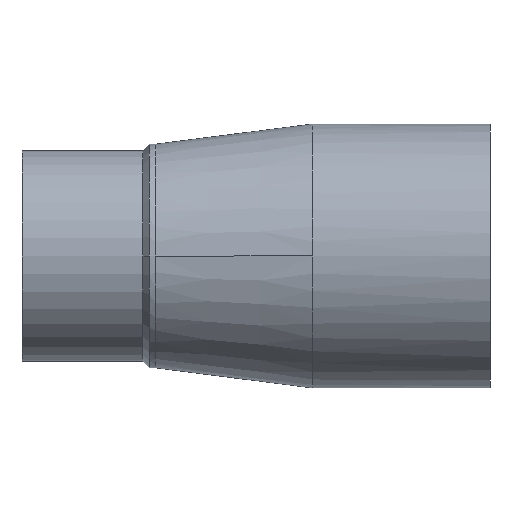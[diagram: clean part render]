
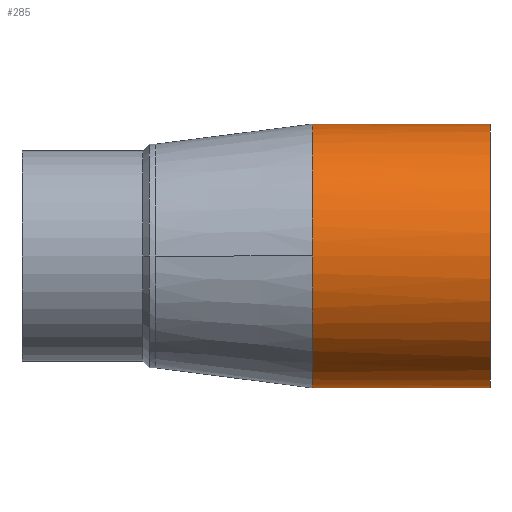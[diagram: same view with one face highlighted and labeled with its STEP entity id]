
A CAD part, front view. The second image highlights one B-rep face of the part: STEP entity #285.
In plain terms, the highlighted cylindrical face has radius 112.5 mm (diameter 225 mm), a partial arc.
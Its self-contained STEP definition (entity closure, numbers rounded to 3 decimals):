
#123 = VERTEX_POINT( '', #337 );
#131 = EDGE_CURVE( '', #203, #123, #345, .T. );
#143 = EDGE_CURVE( '', #123, #271, #359, .T. );
#155 = EDGE_CURVE( '', #271, #223, #371, .T. );
#165 = VERTEX_POINT( '', #381 );
#203 = VERTEX_POINT( '', #423 );
#217 = EDGE_CURVE( '', #165, #203, #442, .T. );
#219 = EDGE_CURVE( '', #223, #165, #444, .T. );
#223 = VERTEX_POINT( '', #448 );
#271 = VERTEX_POINT( '', #498 );
#285 = ADVANCED_FACE( '', ( #513 ), #514, .T. );
#337 = CARTESIAN_POINT( '', ( 247.5, 0., -112.5 ) );
#345 = B_SPLINE_CURVE_WITH_KNOTS( '', 3, ( #593, #594, #595, #596, #597, #598, #599, #600, #601, #602, #603 ), .UNSPECIFIED., .F., .F., ( 4, 1, 1, 1, 1, 1, 1, 1, 4 ), ( 3.142, 3.338, 3.534, 3.731, 3.927, 4.123, 4.32, 4.516, 4.712 ), .UNSPECIFIED. );
#359 = LINE( '', #882, #883 );
#371 = CIRCLE( '', #912, 112.5 );
#381 = CARTESIAN_POINT( '', ( 247.5, 0., 112.5 ) );
#423 = CARTESIAN_POINT( '', ( 247.5, -112.5, 0. ) );
#442 = B_SPLINE_CURVE_WITH_KNOTS( '', 3, ( #1333, #1334, #1335, #1336, #1337, #1338, #1339, #1340, #1341, #1342, #1343 ), .UNSPECIFIED., .F., .F., ( 4, 1, 1, 1, 1, 1, 1, 1, 4 ), ( 1.571, 1.767, 1.963, 2.16, 2.356, 2.553, 2.749, 2.945, 3.142 ), .UNSPECIFIED. );
#444 = LINE( '', #1346, #1347 );
#448 = CARTESIAN_POINT( '', ( 399., 0., 112.5 ) );
#498 = CARTESIAN_POINT( '', ( 399., 0., -112.5 ) );
#513 = FACE_OUTER_BOUND( '', #1525, .T. );
#514 = CYLINDRICAL_SURFACE( '', #1526, 112.5 );
#593 = CARTESIAN_POINT( '', ( 247.5, -112.5, 0. ) );
#594 = CARTESIAN_POINT( '', ( 247.5, -112.5, -7.363 ) );
#595 = CARTESIAN_POINT( '', ( 247.5, -111.05, -22.089 ) );
#596 = CARTESIAN_POINT( '', ( 247.5, -104.606, -43.329 ) );
#597 = CARTESIAN_POINT( '', ( 247.5, -94.143, -62.905 ) );
#598 = CARTESIAN_POINT( '', ( 247.5, -80.062, -80.062 ) );
#599 = CARTESIAN_POINT( '', ( 247.5, -62.905, -94.143 ) );
#600 = CARTESIAN_POINT( '', ( 247.5, -43.329, -104.606 ) );
#601 = CARTESIAN_POINT( '', ( 247.5, -22.089, -111.05 ) );
#602 = CARTESIAN_POINT( '', ( 247.5, -7.363, -112.5 ) );
#603 = CARTESIAN_POINT( '', ( 247.5, 0., -112.5 ) );
#882 = CARTESIAN_POINT( '', ( 247.5, 0., -112.5 ) );
#883 = VECTOR( '', #2141, 1. );
#912 = AXIS2_PLACEMENT_3D( '', #2145, #2146, #2147 );
#1333 = CARTESIAN_POINT( '', ( 247.5, 0., 112.5 ) );
#1334 = CARTESIAN_POINT( '', ( 247.5, -7.363, 112.5 ) );
#1335 = CARTESIAN_POINT( '', ( 247.5, -22.089, 111.05 ) );
#1336 = CARTESIAN_POINT( '', ( 247.5, -43.329, 104.606 ) );
#1337 = CARTESIAN_POINT( '', ( 247.5, -62.905, 94.143 ) );
#1338 = CARTESIAN_POINT( '', ( 247.5, -80.062, 80.062 ) );
#1339 = CARTESIAN_POINT( '', ( 247.5, -94.143, 62.905 ) );
#1340 = CARTESIAN_POINT( '', ( 247.5, -104.606, 43.329 ) );
#1341 = CARTESIAN_POINT( '', ( 247.5, -111.05, 22.089 ) );
#1342 = CARTESIAN_POINT( '', ( 247.5, -112.5, 7.363 ) );
#1343 = CARTESIAN_POINT( '', ( 247.5, -112.5, 0. ) );
#1346 = CARTESIAN_POINT( '', ( 247.5, 0., 112.5 ) );
#1347 = VECTOR( '', #2223, 1. );
#1525 = EDGE_LOOP( '', ( #2276, #2277, #2278, #2279, #2280 ) );
#1526 = AXIS2_PLACEMENT_3D( '', #2281, #2282, #2283 );
#2141 = DIRECTION( '', ( 1., 0., 0. ) );
#2145 = CARTESIAN_POINT( '', ( 399., 0., 0. ) );
#2146 = DIRECTION( '', ( -1., 0., 0. ) );
#2147 = DIRECTION( '', ( 0., 0., -1. ) );
#2223 = DIRECTION( '', ( -1., 0., 0. ) );
#2276 = ORIENTED_EDGE( '', *, *, #143, .T. );
#2277 = ORIENTED_EDGE( '', *, *, #155, .T. );
#2278 = ORIENTED_EDGE( '', *, *, #219, .T. );
#2279 = ORIENTED_EDGE( '', *, *, #217, .T. );
#2280 = ORIENTED_EDGE( '', *, *, #131, .T. );
#2281 = CARTESIAN_POINT( '', ( 247.5, 0., 0. ) );
#2282 = DIRECTION( '', ( -1., 0., 0. ) );
#2283 = DIRECTION( '', ( 0., 0., -1. ) );
